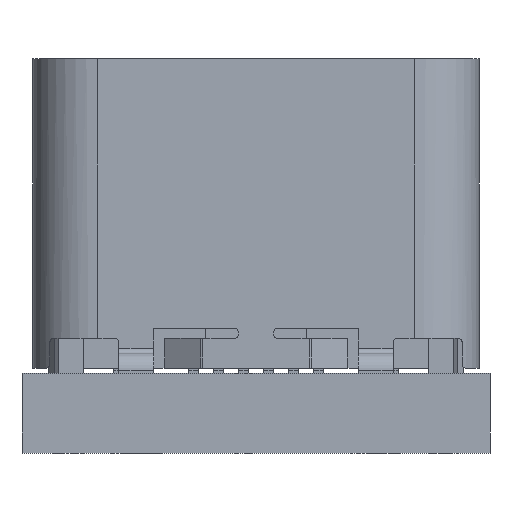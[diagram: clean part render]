
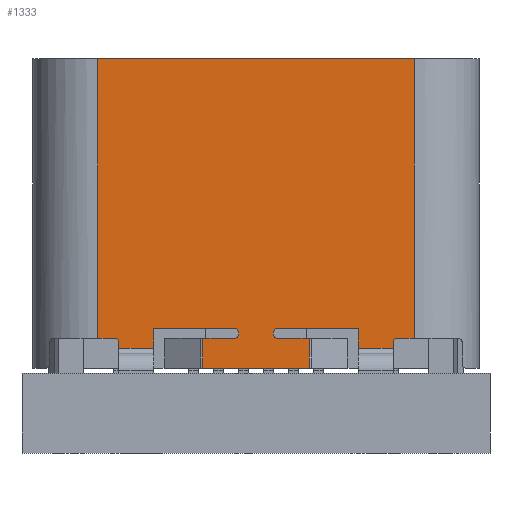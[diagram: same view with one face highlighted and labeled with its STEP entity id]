
A CAD part, front view. The second image highlights one B-rep face of the part: STEP entity #1333.
In plain terms, the highlighted planar face has unit normal (0, -1, 0).
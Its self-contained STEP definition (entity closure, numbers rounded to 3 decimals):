
#1333 = ADVANCED_FACE('',(#1334),#1550,.F.);
#1334 = FACE_BOUND('',#1335,.T.);
#1335 = EDGE_LOOP('',(#1336,#1346,#1354,#1362,#1370,#1379,#1387,#1396,
    #1404,#1412,#1420,#1428,#1436,#1445,#1453,#1462,#1470,#1478,#1486,
    #1494,#1503,#1511,#1519,#1527,#1535,#1543));
#1336 = ORIENTED_EDGE('',*,*,#1337,.T.);
#1337 = EDGE_CURVE('',#1338,#1340,#1342,.T.);
#1338 = VERTEX_POINT('',#1339);
#1339 = CARTESIAN_POINT('',(-2.75,-1.58,
    0.62));
#1340 = VERTEX_POINT('',#1341);
#1341 = CARTESIAN_POINT('',(-2.75,-1.58,
    0.5));
#1342 = LINE('',#1343,#1344);
#1343 = CARTESIAN_POINT('',(-2.75,-1.58,
    6.3));
#1344 = VECTOR('',#1345,1.);
#1345 = DIRECTION('',(0.,0.,-1.));
#1346 = ORIENTED_EDGE('',*,*,#1347,.T.);
#1347 = EDGE_CURVE('',#1340,#1348,#1350,.T.);
#1348 = VERTEX_POINT('',#1349);
#1349 = CARTESIAN_POINT('',(-2.05,-1.58,
    0.5));
#1350 = LINE('',#1351,#1352);
#1351 = CARTESIAN_POINT('',(-4.47,-1.58,
    0.5));
#1352 = VECTOR('',#1353,1.);
#1353 = DIRECTION('',(1.,0.,0.));
#1354 = ORIENTED_EDGE('',*,*,#1355,.T.);
#1355 = EDGE_CURVE('',#1348,#1356,#1358,.T.);
#1356 = VERTEX_POINT('',#1357);
#1357 = CARTESIAN_POINT('',(-2.05,-1.58,
    0.9));
#1358 = LINE('',#1359,#1360);
#1359 = CARTESIAN_POINT('',(-2.05,-1.58,
    6.3));
#1360 = VECTOR('',#1361,1.);
#1361 = DIRECTION('',(0.,0.,1.));
#1362 = ORIENTED_EDGE('',*,*,#1363,.T.);
#1363 = EDGE_CURVE('',#1356,#1364,#1366,.T.);
#1364 = VERTEX_POINT('',#1365);
#1365 = CARTESIAN_POINT('',(-0.43,-1.58,
    0.9));
#1366 = LINE('',#1367,#1368);
#1367 = CARTESIAN_POINT('',(-4.47,-1.58,
    0.9));
#1368 = VECTOR('',#1369,1.);
#1369 = DIRECTION('',(1.,0.,0.));
#1370 = ORIENTED_EDGE('',*,*,#1371,.T.);
#1371 = EDGE_CURVE('',#1364,#1372,#1374,.T.);
#1372 = VERTEX_POINT('',#1373);
#1373 = CARTESIAN_POINT('',(-0.35,-1.58,
    0.82));
#1374 = CIRCLE('',#1375,0.08);
#1375 = AXIS2_PLACEMENT_3D('',#1376,#1377,#1378);
#1376 = CARTESIAN_POINT('',(-0.43,-1.58,
    0.82));
#1377 = DIRECTION('',(0.,1.,0.));
#1378 = DIRECTION('',(0.,0.,1.));
#1379 = ORIENTED_EDGE('',*,*,#1380,.T.);
#1380 = EDGE_CURVE('',#1372,#1381,#1383,.T.);
#1381 = VERTEX_POINT('',#1382);
#1382 = CARTESIAN_POINT('',(-0.35,-1.58,
    0.78));
#1383 = LINE('',#1384,#1385);
#1384 = CARTESIAN_POINT('',(-0.35,-1.58,
    6.3));
#1385 = VECTOR('',#1386,1.);
#1386 = DIRECTION('',(0.,0.,-1.));
#1387 = ORIENTED_EDGE('',*,*,#1388,.T.);
#1388 = EDGE_CURVE('',#1381,#1389,#1391,.T.);
#1389 = VERTEX_POINT('',#1390);
#1390 = CARTESIAN_POINT('',(-0.43,-1.58,
    0.7));
#1391 = CIRCLE('',#1392,0.08);
#1392 = AXIS2_PLACEMENT_3D('',#1393,#1394,#1395);
#1393 = CARTESIAN_POINT('',(-0.43,-1.58,
    0.78));
#1394 = DIRECTION('',(0.,1.,0.));
#1395 = DIRECTION('',(0.,0.,1.));
#1396 = ORIENTED_EDGE('',*,*,#1397,.T.);
#1397 = EDGE_CURVE('',#1389,#1398,#1400,.T.);
#1398 = VERTEX_POINT('',#1399);
#1399 = CARTESIAN_POINT('',(-1.065,-1.58,
    0.7));
#1400 = LINE('',#1401,#1402);
#1401 = CARTESIAN_POINT('',(-4.47,-1.58,
    0.7));
#1402 = VECTOR('',#1403,1.);
#1403 = DIRECTION('',(-1.,0.,0.));
#1404 = ORIENTED_EDGE('',*,*,#1405,.T.);
#1405 = EDGE_CURVE('',#1398,#1406,#1408,.T.);
#1406 = VERTEX_POINT('',#1407);
#1407 = CARTESIAN_POINT('',(-1.065,-1.58,
    0.1));
#1408 = LINE('',#1409,#1410);
#1409 = CARTESIAN_POINT('',(-1.065,-1.58,
    1.803));
#1410 = VECTOR('',#1411,1.);
#1411 = DIRECTION('',(0.,0.,-1.));
#1412 = ORIENTED_EDGE('',*,*,#1413,.T.);
#1413 = EDGE_CURVE('',#1406,#1414,#1416,.T.);
#1414 = VERTEX_POINT('',#1415);
#1415 = CARTESIAN_POINT('',(1.065,-1.58,
    0.1));
#1416 = LINE('',#1417,#1418);
#1417 = CARTESIAN_POINT('',(-4.47,-1.58,
    0.1));
#1418 = VECTOR('',#1419,1.);
#1419 = DIRECTION('',(1.,0.,0.));
#1420 = ORIENTED_EDGE('',*,*,#1421,.F.);
#1421 = EDGE_CURVE('',#1422,#1414,#1424,.T.);
#1422 = VERTEX_POINT('',#1423);
#1423 = CARTESIAN_POINT('',(1.065,-1.58,
    0.7));
#1424 = LINE('',#1425,#1426);
#1425 = CARTESIAN_POINT('',(1.065,-1.58,
    1.803));
#1426 = VECTOR('',#1427,1.);
#1427 = DIRECTION('',(0.,0.,-1.));
#1428 = ORIENTED_EDGE('',*,*,#1429,.T.);
#1429 = EDGE_CURVE('',#1422,#1430,#1432,.T.);
#1430 = VERTEX_POINT('',#1431);
#1431 = CARTESIAN_POINT('',(0.43,-1.58,
    0.7));
#1432 = LINE('',#1433,#1434);
#1433 = CARTESIAN_POINT('',(-4.47,-1.58,
    0.7));
#1434 = VECTOR('',#1435,1.);
#1435 = DIRECTION('',(-1.,0.,0.));
#1436 = ORIENTED_EDGE('',*,*,#1437,.T.);
#1437 = EDGE_CURVE('',#1430,#1438,#1440,.T.);
#1438 = VERTEX_POINT('',#1439);
#1439 = CARTESIAN_POINT('',(0.35,-1.58,
    0.78));
#1440 = CIRCLE('',#1441,0.08);
#1441 = AXIS2_PLACEMENT_3D('',#1442,#1443,#1444);
#1442 = CARTESIAN_POINT('',(0.43,-1.58,
    0.78));
#1443 = DIRECTION('',(0.,1.,0.));
#1444 = DIRECTION('',(0.,0.,1.));
#1445 = ORIENTED_EDGE('',*,*,#1446,.T.);
#1446 = EDGE_CURVE('',#1438,#1447,#1449,.T.);
#1447 = VERTEX_POINT('',#1448);
#1448 = CARTESIAN_POINT('',(0.35,-1.58,
    0.82));
#1449 = LINE('',#1450,#1451);
#1450 = CARTESIAN_POINT('',(0.35,-1.58,
    6.3));
#1451 = VECTOR('',#1452,1.);
#1452 = DIRECTION('',(0.,0.,1.));
#1453 = ORIENTED_EDGE('',*,*,#1454,.T.);
#1454 = EDGE_CURVE('',#1447,#1455,#1457,.T.);
#1455 = VERTEX_POINT('',#1456);
#1456 = CARTESIAN_POINT('',(0.43,-1.58,
    0.9));
#1457 = CIRCLE('',#1458,0.08);
#1458 = AXIS2_PLACEMENT_3D('',#1459,#1460,#1461);
#1459 = CARTESIAN_POINT('',(0.43,-1.58,
    0.82));
#1460 = DIRECTION('',(0.,1.,0.));
#1461 = DIRECTION('',(0.,0.,1.));
#1462 = ORIENTED_EDGE('',*,*,#1463,.T.);
#1463 = EDGE_CURVE('',#1455,#1464,#1466,.T.);
#1464 = VERTEX_POINT('',#1465);
#1465 = CARTESIAN_POINT('',(2.05,-1.58,
    0.9));
#1466 = LINE('',#1467,#1468);
#1467 = CARTESIAN_POINT('',(-4.47,-1.58,
    0.9));
#1468 = VECTOR('',#1469,1.);
#1469 = DIRECTION('',(1.,0.,0.));
#1470 = ORIENTED_EDGE('',*,*,#1471,.T.);
#1471 = EDGE_CURVE('',#1464,#1472,#1474,.T.);
#1472 = VERTEX_POINT('',#1473);
#1473 = CARTESIAN_POINT('',(2.05,-1.58,
    0.5));
#1474 = LINE('',#1475,#1476);
#1475 = CARTESIAN_POINT('',(2.05,-1.58,
    6.3));
#1476 = VECTOR('',#1477,1.);
#1477 = DIRECTION('',(0.,0.,-1.));
#1478 = ORIENTED_EDGE('',*,*,#1479,.T.);
#1479 = EDGE_CURVE('',#1472,#1480,#1482,.T.);
#1480 = VERTEX_POINT('',#1481);
#1481 = CARTESIAN_POINT('',(2.75,-1.58,
    0.5));
#1482 = LINE('',#1483,#1484);
#1483 = CARTESIAN_POINT('',(-4.47,-1.58,
    0.5));
#1484 = VECTOR('',#1485,1.);
#1485 = DIRECTION('',(1.,0.,0.));
#1486 = ORIENTED_EDGE('',*,*,#1487,.T.);
#1487 = EDGE_CURVE('',#1480,#1488,#1490,.T.);
#1488 = VERTEX_POINT('',#1489);
#1489 = CARTESIAN_POINT('',(2.75,-1.58,
    0.62));
#1490 = LINE('',#1491,#1492);
#1491 = CARTESIAN_POINT('',(2.75,-1.58,
    6.3));
#1492 = VECTOR('',#1493,1.);
#1493 = DIRECTION('',(0.,0.,1.));
#1494 = ORIENTED_EDGE('',*,*,#1495,.T.);
#1495 = EDGE_CURVE('',#1488,#1496,#1498,.T.);
#1496 = VERTEX_POINT('',#1497);
#1497 = CARTESIAN_POINT('',(2.83,-1.58,
    0.7));
#1498 = CIRCLE('',#1499,0.08);
#1499 = AXIS2_PLACEMENT_3D('',#1500,#1501,#1502);
#1500 = CARTESIAN_POINT('',(2.83,-1.58,
    0.62));
#1501 = DIRECTION('',(0.,1.,0.));
#1502 = DIRECTION('',(0.,0.,1.));
#1503 = ORIENTED_EDGE('',*,*,#1504,.T.);
#1504 = EDGE_CURVE('',#1496,#1505,#1507,.T.);
#1505 = VERTEX_POINT('',#1506);
#1506 = CARTESIAN_POINT('',(3.17,-1.58,
    0.7));
#1507 = LINE('',#1508,#1509);
#1508 = CARTESIAN_POINT('',(-4.47,-1.58,
    0.7));
#1509 = VECTOR('',#1510,1.);
#1510 = DIRECTION('',(1.,0.,0.));
#1511 = ORIENTED_EDGE('',*,*,#1512,.T.);
#1512 = EDGE_CURVE('',#1505,#1513,#1515,.T.);
#1513 = VERTEX_POINT('',#1514);
#1514 = CARTESIAN_POINT('',(3.17,-1.58,
    6.3));
#1515 = LINE('',#1516,#1517);
#1516 = CARTESIAN_POINT('',(3.17,-1.58,
    -0.101));
#1517 = VECTOR('',#1518,1.);
#1518 = DIRECTION('',(0.,0.,1.));
#1519 = ORIENTED_EDGE('',*,*,#1520,.F.);
#1520 = EDGE_CURVE('',#1521,#1513,#1523,.T.);
#1521 = VERTEX_POINT('',#1522);
#1522 = CARTESIAN_POINT('',(-3.17,-1.58,
    6.3));
#1523 = LINE('',#1524,#1525);
#1524 = CARTESIAN_POINT('',(-4.47,-1.58,
    6.3));
#1525 = VECTOR('',#1526,1.);
#1526 = DIRECTION('',(1.,0.,0.));
#1527 = ORIENTED_EDGE('',*,*,#1528,.F.);
#1528 = EDGE_CURVE('',#1529,#1521,#1531,.T.);
#1529 = VERTEX_POINT('',#1530);
#1530 = CARTESIAN_POINT('',(-3.17,-1.58,
    0.7));
#1531 = LINE('',#1532,#1533);
#1532 = CARTESIAN_POINT('',(-3.17,-1.58,
    -0.101));
#1533 = VECTOR('',#1534,1.);
#1534 = DIRECTION('',(0.,0.,1.));
#1535 = ORIENTED_EDGE('',*,*,#1536,.T.);
#1536 = EDGE_CURVE('',#1529,#1537,#1539,.T.);
#1537 = VERTEX_POINT('',#1538);
#1538 = CARTESIAN_POINT('',(-2.83,-1.58,
    0.7));
#1539 = LINE('',#1540,#1541);
#1540 = CARTESIAN_POINT('',(-4.47,-1.58,
    0.7));
#1541 = VECTOR('',#1542,1.);
#1542 = DIRECTION('',(1.,0.,0.));
#1543 = ORIENTED_EDGE('',*,*,#1544,.T.);
#1544 = EDGE_CURVE('',#1537,#1338,#1545,.T.);
#1545 = CIRCLE('',#1546,0.08);
#1546 = AXIS2_PLACEMENT_3D('',#1547,#1548,#1549);
#1547 = CARTESIAN_POINT('',(-2.83,-1.58,
    0.62));
#1548 = DIRECTION('',(0.,1.,0.));
#1549 = DIRECTION('',(0.,0.,1.));
#1550 = PLANE('',#1551);
#1551 = AXIS2_PLACEMENT_3D('',#1552,#1553,#1554);
#1552 = CARTESIAN_POINT('',(-4.47,-1.58,
    6.3));
#1553 = DIRECTION('',(0.,1.,0.));
#1554 = DIRECTION('',(0.,0.,1.));
